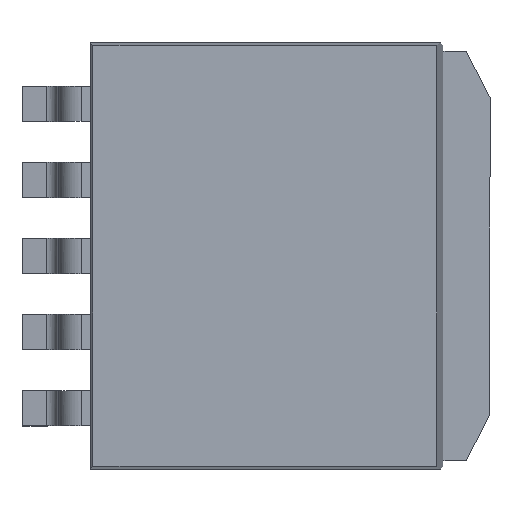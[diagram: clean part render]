
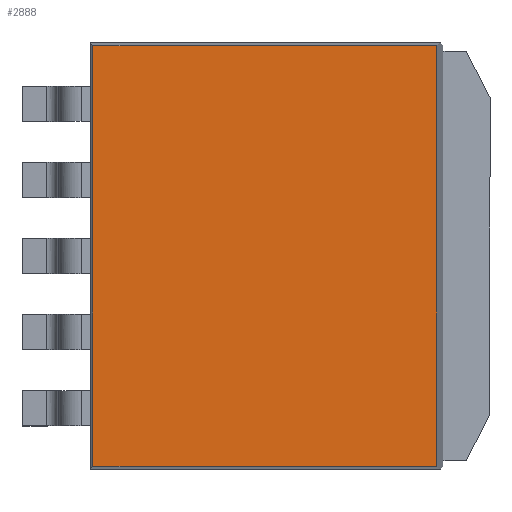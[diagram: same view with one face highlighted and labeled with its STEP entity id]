
A CAD part, top view. The second image highlights one B-rep face of the part: STEP entity #2888.
In plain terms, the highlighted planar face has unit normal (0, 0, 1).
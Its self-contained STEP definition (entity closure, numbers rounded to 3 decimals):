
#2849=CARTESIAN_POINT('',(4.422,-5.165,1.92));
#2850=DIRECTION('',(0.0,0.0,1.0));
#2851=DIRECTION('',(-1.0,0.0,0.0));
#2852=AXIS2_PLACEMENT_3D('',#2849,#2850,#2851);
#2853=PLANE('',#2852);
#2854=CARTESIAN_POINT('',(4.038,4.695,1.92));
#2855=VERTEX_POINT('',#2854);
#2856=CARTESIAN_POINT('',(-3.642,4.695,1.92));
#2857=VERTEX_POINT('',#2856);
#2858=CARTESIAN_POINT('',(4.038,4.695,1.92));
#2859=DIRECTION('',(-1.0,0.0,0.0));
#2860=VECTOR('',#2859,7.68);
#2861=LINE('',#2858,#2860);
#2862=EDGE_CURVE('',#2855,#2857,#2861,.T.);
#2863=ORIENTED_EDGE('',*,*,#2862,.T.);
#2864=CARTESIAN_POINT('',(-3.642,-4.695,1.92));
#2865=VERTEX_POINT('',#2864);
#2866=CARTESIAN_POINT('',(-3.642,4.695,1.92));
#2867=DIRECTION('',(0.0,-1.0,0.0));
#2868=VECTOR('',#2867,9.39);
#2869=LINE('',#2866,#2868);
#2870=EDGE_CURVE('',#2857,#2865,#2869,.T.);
#2871=ORIENTED_EDGE('',*,*,#2870,.T.);
#2872=CARTESIAN_POINT('',(4.038,-4.695,1.92));
#2873=VERTEX_POINT('',#2872);
#2874=CARTESIAN_POINT('',(-3.642,-4.695,1.92));
#2875=DIRECTION('',(1.0,0.0,0.0));
#2876=VECTOR('',#2875,7.68);
#2877=LINE('',#2874,#2876);
#2878=EDGE_CURVE('',#2865,#2873,#2877,.T.);
#2879=ORIENTED_EDGE('',*,*,#2878,.T.);
#2880=CARTESIAN_POINT('',(4.038,-4.695,1.92));
#2881=DIRECTION('',(0.0,1.0,0.0));
#2882=VECTOR('',#2881,9.39);
#2883=LINE('',#2880,#2882);
#2884=EDGE_CURVE('',#2873,#2855,#2883,.T.);
#2885=ORIENTED_EDGE('',*,*,#2884,.T.);
#2886=EDGE_LOOP('',(#2863,#2871,#2879,#2885));
#2887=FACE_OUTER_BOUND('',#2886,.T.);
#2888=ADVANCED_FACE('',(#2887),#2853,.T.);
